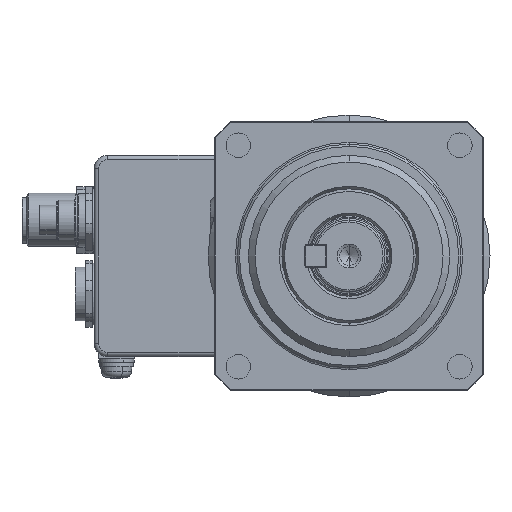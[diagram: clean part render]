
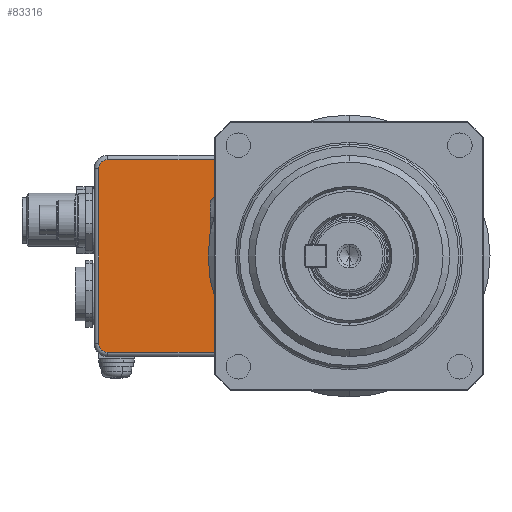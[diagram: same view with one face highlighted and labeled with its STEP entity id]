
A CAD part, left-side view. The second image highlights one B-rep face of the part: STEP entity #83316.
In plain terms, the highlighted planar face has unit normal (-1, 0, 0).
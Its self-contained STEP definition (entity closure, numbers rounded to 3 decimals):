
#900 = CARTESIAN_POINT ( 'NONE',  ( -47., 82.5, -9. ) ) ;
#1036 = AXIS2_PLACEMENT_3D ( 'NONE', #5174, #48570, #16207 ) ;
#2409 = FACE_OUTER_BOUND ( 'NONE', #123134, .T. ) ;
#5174 = CARTESIAN_POINT ( 'NONE',  ( -47., 82.5, -48. ) ) ;
#10568 = LINE ( 'NONE', #62435, #17178 ) ;
#13224 = CIRCLE ( 'NONE', #1036, 2. ) ;
#15726 = EDGE_CURVE ( 'NONE', #84046, #115562, #59057, .T. ) ;
#16020 = CARTESIAN_POINT ( 'NONE',  ( -47., 84.5, 0. ) ) ;
#16207 = DIRECTION ( 'NONE',  ( 0., 0., -1. ) ) ;
#17178 = VECTOR ( 'NONE', #83733, 1000. ) ;
#23372 = CARTESIAN_POINT ( 'NONE',  ( -47., 0., 0. ) ) ;
#24305 = DIRECTION ( 'NONE',  ( 1., 0., 0. ) ) ;
#29733 = EDGE_CURVE ( 'NONE', #77123, #60532, #13224, .T. ) ;
#29896 = VERTEX_POINT ( 'NONE', #103602 ) ;
#34224 = VECTOR ( 'NONE', #128831, 1000. ) ;
#34953 = ORIENTED_EDGE ( 'NONE', *, *, #123025, .T. ) ;
#44081 = CARTESIAN_POINT ( 'NONE',  ( -47., 57.5, 0. ) ) ;
#44661 = PLANE ( 'NONE',  #67311 ) ;
#48301 = ORIENTED_EDGE ( 'NONE', *, *, #29733, .T. ) ;
#48570 = DIRECTION ( 'NONE',  ( -1., 0., 0. ) ) ;
#50859 = EDGE_CURVE ( 'NONE', #60532, #115562, #65328, .T. ) ;
#57975 = AXIS2_PLACEMENT_3D ( 'NONE', #900, #65160, #74876 ) ;
#59057 = LINE ( 'NONE', #44081, #34224 ) ;
#60532 = VERTEX_POINT ( 'NONE', #80934 ) ;
#62435 = CARTESIAN_POINT ( 'NONE',  ( -47., 82.5, -7. ) ) ;
#62664 = EDGE_CURVE ( 'NONE', #84046, #29896, #10568, .T. ) ;
#63730 = CARTESIAN_POINT ( 'NONE',  ( -47., 84.5, -48. ) ) ;
#65160 = DIRECTION ( 'NONE',  ( -1., 0., 0. ) ) ;
#65328 = LINE ( 'NONE', #137136, #108267 ) ;
#65777 = VERTEX_POINT ( 'NONE', #72535 ) ;
#67311 = AXIS2_PLACEMENT_3D ( 'NONE', #23372, #24305, #96534 ) ;
#72535 = CARTESIAN_POINT ( 'NONE',  ( -47., 84.5, -9. ) ) ;
#74876 = DIRECTION ( 'NONE',  ( 0., 0., -1. ) ) ;
#76384 = ORIENTED_EDGE ( 'NONE', *, *, #95865, .T. ) ;
#77123 = VERTEX_POINT ( 'NONE', #63730 ) ;
#80934 = CARTESIAN_POINT ( 'NONE',  ( -47., 82.5, -50. ) ) ;
#80946 = CIRCLE ( 'NONE', #57975, 2. ) ;
#82618 = ORIENTED_EDGE ( 'NONE', *, *, #50859, .T. ) ;
#83316 = ADVANCED_FACE ( 'NONE', ( #2409 ), #44661, .F. ) ;
#83733 = DIRECTION ( 'NONE',  ( 0., 1., 0. ) ) ;
#84046 = VERTEX_POINT ( 'NONE', #90636 ) ;
#88346 = CARTESIAN_POINT ( 'NONE',  ( -47., 57.5, -50. ) ) ;
#90636 = CARTESIAN_POINT ( 'NONE',  ( -47., 57.5, -7. ) ) ;
#95865 = EDGE_CURVE ( 'NONE', #29896, #65777, #80946, .T. ) ;
#96534 = DIRECTION ( 'NONE',  ( 0., 0., -1. ) ) ;
#103602 = CARTESIAN_POINT ( 'NONE',  ( -47., 82.5, -7. ) ) ;
#104395 = VECTOR ( 'NONE', #111296, 1000. ) ;
#108267 = VECTOR ( 'NONE', #126479, 1000. ) ;
#110914 = ORIENTED_EDGE ( 'NONE', *, *, #62664, .T. ) ;
#111296 = DIRECTION ( 'NONE',  ( 0., 0., -1. ) ) ;
#115562 = VERTEX_POINT ( 'NONE', #88346 ) ;
#123025 = EDGE_CURVE ( 'NONE', #65777, #77123, #134202, .T. ) ;
#123134 = EDGE_LOOP ( 'NONE', ( #48301, #82618, #128431, #110914, #76384, #34953 ) ) ;
#126479 = DIRECTION ( 'NONE',  ( 0., -1., 0. ) ) ;
#128431 = ORIENTED_EDGE ( 'NONE', *, *, #15726, .F. ) ;
#128831 = DIRECTION ( 'NONE',  ( 0., 0., -1. ) ) ;
#134202 = LINE ( 'NONE', #16020, #104395 ) ;
#137136 = CARTESIAN_POINT ( 'NONE',  ( -47., 0., -50. ) ) ;
